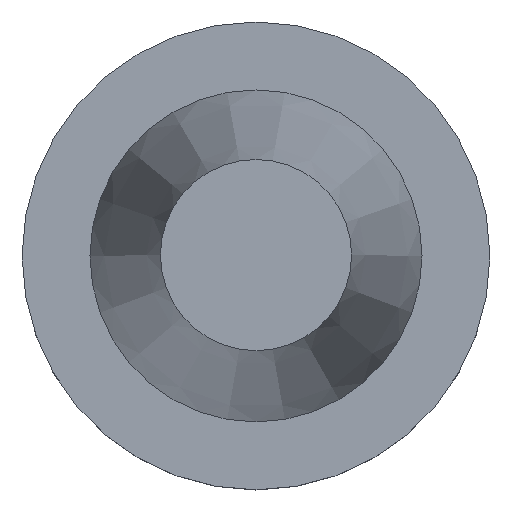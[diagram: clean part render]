
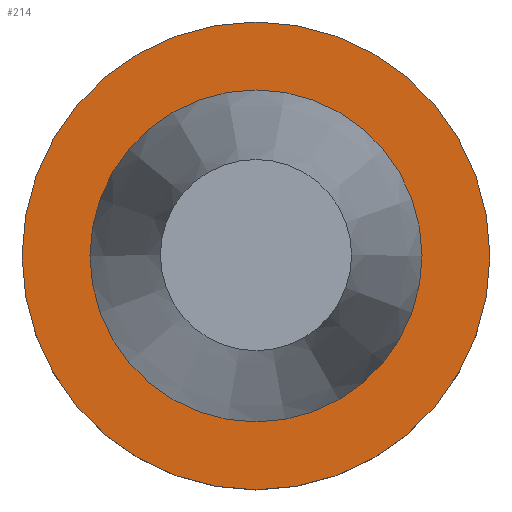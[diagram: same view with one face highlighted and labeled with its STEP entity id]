
A CAD part, top view. The second image highlights one B-rep face of the part: STEP entity #214.
In plain terms, the highlighted planar face has unit normal (0, 0, 1).
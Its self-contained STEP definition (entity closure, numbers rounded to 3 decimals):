
#3 = VERTEX_POINT ( 'NONE', #122 ) ;
#47 = PLANE ( 'NONE',  #211 ) ;
#62 = CARTESIAN_POINT ( 'NONE',  ( 0., 0., -1.5 ) ) ;
#76 = AXIS2_PLACEMENT_3D ( 'NONE', #183, #336, #390 ) ;
#98 = CARTESIAN_POINT ( 'NONE',  ( 49.215, 0., -1.5 ) ) ;
#99 = EDGE_CURVE ( 'NONE', #3, #3, #244, .T. ) ;
#122 = CARTESIAN_POINT ( 'NONE',  ( 34.925, 0., -1.5 ) ) ;
#141 = FACE_BOUND ( 'NONE', #240, .T. ) ;
#166 = DIRECTION ( 'NONE',  ( 1., 0., 0. ) ) ;
#168 = DIRECTION ( 'NONE',  ( 0., 0., 1. ) ) ;
#169 = VERTEX_POINT ( 'NONE', #98 ) ;
#177 = CARTESIAN_POINT ( 'NONE',  ( 0., 49.215, -1.5 ) ) ;
#183 = CARTESIAN_POINT ( 'NONE',  ( 0., 0., -1.5 ) ) ;
#208 = ORIENTED_EDGE ( 'NONE', *, *, #99, .F. ) ;
#211 = AXIS2_PLACEMENT_3D ( 'NONE', #177, #270, #217 ) ;
#214 = ADVANCED_FACE ( 'NONE', ( #141, #262 ), #47, .F. ) ;
#217 = DIRECTION ( 'NONE',  ( -1., 0., 0. ) ) ;
#240 = EDGE_LOOP ( 'NONE', ( #208 ) ) ;
#244 = CIRCLE ( 'NONE', #366, 34.925 ) ;
#256 = CIRCLE ( 'NONE', #76, 49.215 ) ;
#258 = EDGE_CURVE ( 'NONE', #169, #169, #256, .T. ) ;
#262 = FACE_OUTER_BOUND ( 'NONE', #346, .T. ) ;
#270 = DIRECTION ( 'NONE',  ( 0., 0., -1. ) ) ;
#291 = ORIENTED_EDGE ( 'NONE', *, *, #258, .T. ) ;
#336 = DIRECTION ( 'NONE',  ( 0., 0., 1. ) ) ;
#346 = EDGE_LOOP ( 'NONE', ( #291 ) ) ;
#366 = AXIS2_PLACEMENT_3D ( 'NONE', #62, #168, #166 ) ;
#390 = DIRECTION ( 'NONE',  ( 1., 0., 0. ) ) ;
